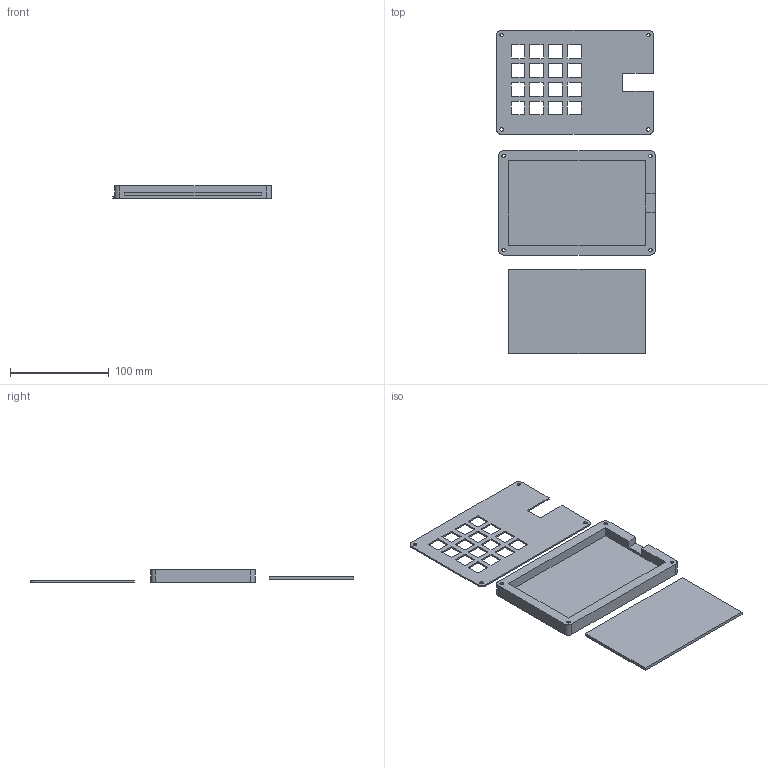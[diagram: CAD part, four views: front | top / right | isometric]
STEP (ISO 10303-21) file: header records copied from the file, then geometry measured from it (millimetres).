
FILE_DESCRIPTION(/* description */ (''),/* implementation_level */ '2;1');
FILE_NAME(/* name */ 'MacroPad-V_Hackclub v3.step',/* time_stamp */ '2025-12-27T01:14:31+01:00',/* author */ (''),/* organization */ (''),/* preprocessor_version */ 'ST-DEVELOPER v20.1',/* originating_system */ 'Autodesk Translation Framework v14.10.0.0',/* authorisation */ '');
FILE_SCHEMA (('AUTOMOTIVE_DESIGN { 1 0 10303 214 3 1 1 }'));
Length unit declared in the file: millimetre
Products named in the file (2): MacroPad-V_Hackclub; macroPad
Assembly tree (1 placements, depth 2):
  MacroPad-V_Hackclub
    macroPad
Bounding box: 160.65 x 327.69 x 13 mm (x, y, z)
Volume: 151684.4 mm3; surface area: 98425.6 mm2
Topology: 3 solids, 3 shells, 532 faces, 1497 edges, 998 vertices
Faces by surface type: bspline 233, plane 215, cylinder 84
Full cylindrical faces by diameter (mm): 3.4 x8, 6 x4
Entity records: 19446 total; most frequent: CARTESIAN_POINT 6991, ORIENTED_EDGE 2994, DIRECTION 1803, EDGE_CURVE 1497, VERTEX_POINT 998, LINE 863, VECTOR 863, EDGE_LOOP 607
